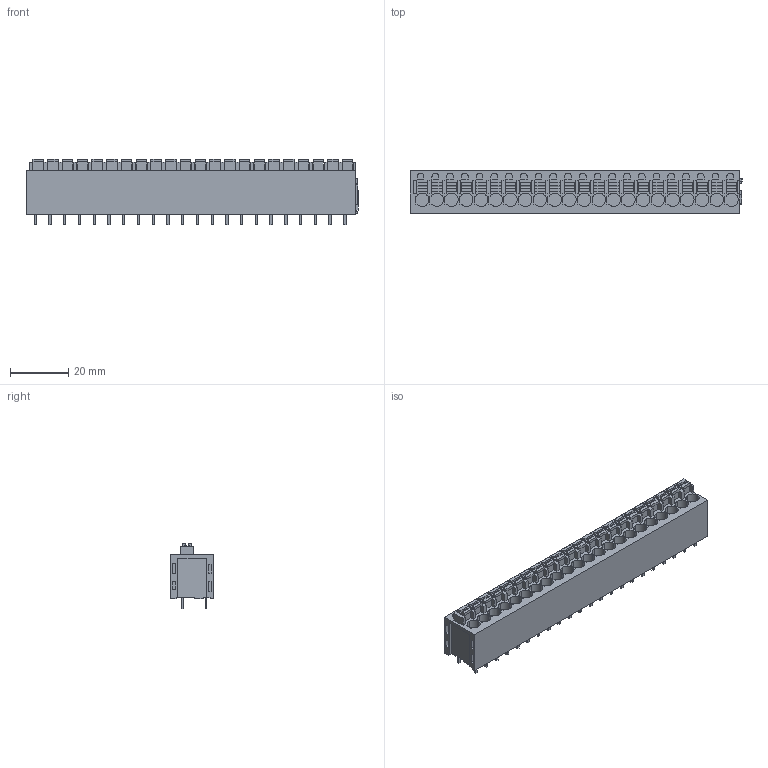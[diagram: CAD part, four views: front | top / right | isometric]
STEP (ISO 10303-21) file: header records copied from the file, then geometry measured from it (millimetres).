
FILE_DESCRIPTION(('CATIA V5 STEP Exchange','CAx-IF Rec.Pracs.--- Model Styling and Organization---1.2---2011-12-15'),'2;1');
FILE_NAME ('D1451157_0', '2018-04-09T11:49:50+00:00', ('none'), ('Weidmueller'), 'CATIA Version 5-6 Release 2014', 'CATIA V5 STEP AP214', 'none');
FILE_SCHEMA(('AUTOMOTIVE_DESIGN { 1 0 10303 214 1 1 1 1 }'));
Length unit declared in the file: millimetre
Products named in the file (1): 1331410000
Bounding box: 114.41 x 14.8 x 22.74 mm (x, y, z)
Volume: 24677 mm3; surface area: 11957 mm2
Topology: 67 solids, 67 shells, 1057 faces, 2619 edges, 1774 vertices
Faces by surface type: plane 925, cylinder 132
Entity records: 30480 total; most frequent: CARTESIAN_POINT 5323, ORIENTED_EDGE 5238, DIRECTION 4273, EDGE_CURVE 2619, VECTOR 2355, LINE 2355, VERTEX_POINT 1774, EDGE_LOOP 1135
